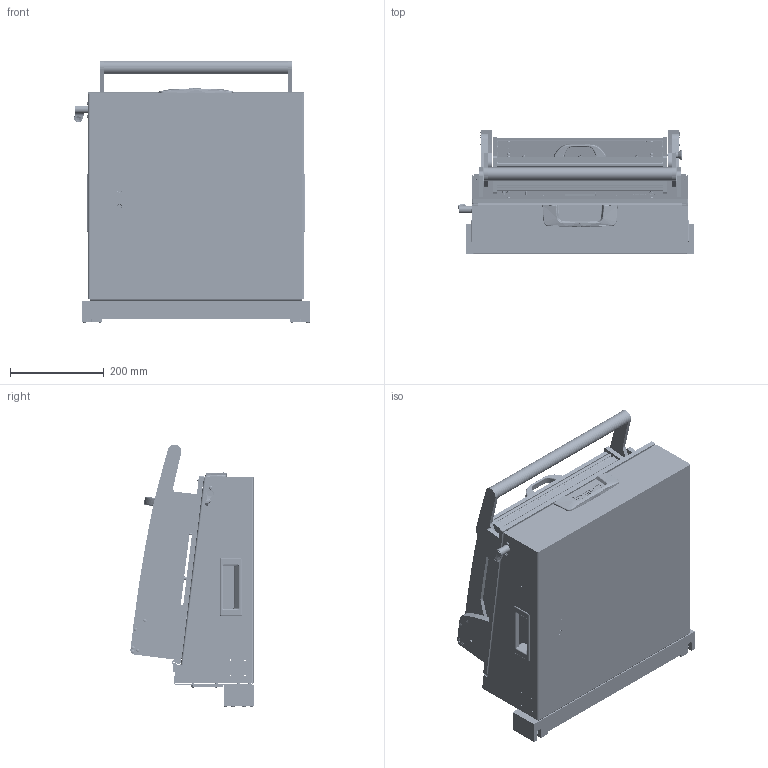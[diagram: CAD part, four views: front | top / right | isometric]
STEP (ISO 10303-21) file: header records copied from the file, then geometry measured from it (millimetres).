
FILE_DESCRIPTION (( 'STEP AP214' ), '1' );
FILE_NAME ('INGUN_53350.STEP', '2021-02-24T13:23:02', ( '' ), ( '' ), 'SwSTEP 2.0', 'SolidWorks 2018', '' );
FILE_SCHEMA (( 'AUTOMOTIVE_DESIGN' ));
Length unit declared in the file: millimetre
Products named in the file (127): 110231~1_S; ISO7380~n_M04,0x016; 35714~3_S; 3917~3_M 3 A; ISO7380~n_M04,0x020; DIN7991~n_M05,0x016; 109949~0_KUNDE<S>; 53731~0; 49317~0; 109146~2; ISO7380~n_M04,0x008; DIN6325~n_06,0m6x012; 45714~1_ohne Transportschrauben <S>; 53839~0_mit Lehre gebohrt<S>; 110324~0_Spring Pin 3 x 14 - St; 53031~0_S; KS-113-Master~-k-s_KS-113 23; 45545~0_S; 21332~0_MA 2112<Standard>; K_02037~0_Standard ohne Dyn Punkt<Standard>; DIN912~n_M03,0x012; 35663~9_S; DIN7991~n_M03,0x006; 109715~0_S; 110443~0_S; DIN6325~n_03,0m6x024; 32462~0_S; 48728~1_S; DIN988~n_06x12x0,1; ISO7380~n_M04,0x012; 45711~1; ISO7380~n_M03,0x006; 2281~0_180ø<Standard>; K_02037~0; 48726~2_S; 3699~0_zwei <Standard>; 45715~3_S; 110818~0_S; 46869~0_S; DIN6325~n_04,0m6x012 ...
Assembly tree (277 placements, depth 6):
  INGUN_53350
    48400~1_KUNDE<S>
      32505~6_S
        32172~8
        30758~0_S  x2
          30758_01~0_S
          30758_02~0_S
        20902~0
        21332~0_MA 2112<Standard>
          21332_02~0
          21332_01~0
        53032~0_S
        32171~0_S
        32462~0_S
        29805~4_geschlossen<S>
          110322~4_S
          110705~1_S
          30984~0_S
          110231~1_S
          110443~0_S
          30112~0
          ISO7380~n_M05,0x030
          ISO7380~n_M04,0x008  x2
          DIN914~n_M04,0x05
        35334~0_S
        ISO7380~n_M04,0x012  x3
        DIN7991~n_M05,0x016
        DIN7991~n_M05,0x012  x2
        DIN985-A2~n_M05,0  x3
        8804~0
        DIN125~n_05,3 M05,0 Fase  x2
      48522~5_KUNDE<S>
        48517~4_S
          35648~16
          48512~0_S
          35662~11_S
          35663~9_S
          48509~2_S
          2281~0_180ø<Standard>  x2
            2281~0
          37188~1_S  x2
          53031~0_S
          48727~1_S
            48726~2_S
            DIN6325~n_04,0m6x012
            48565~1_S
            DIN912~n_M04,0x020  x2
            DIN125~n_06,4 M06,0 Fase
            DIN125~n_04,3 M04,0  x2
            49317~0
          48728~1_S
            48726~2_S
            DIN6325~n_04,0m6x012
            48565~1_S
            DIN125~n_06,4 M06,0 Fase
            DIN125~n_04,3 M04,0  x2
            DIN912~n_M04,0x020  x2
            49317~0
          DIN7991~n_M05,0x016  x10
          DIN125~n_05,3 M05,0 Fase  x4
Bounding box: 501.2 x 262.15 x 558.87 mm (x, y, z)
Volume: 7891592.5 mm3; surface area: 3369763.6 mm2
Topology: 287 solids, 287 shells, 8164 faces, 20052 edges, 12810 vertices
Faces by surface type: cylinder 3307, plane 3297, cone 973, bspline 289, torus 192, sphere 106
Entity records: 194703 total; most frequent: CARTESIAN_POINT 46231, DIRECTION 27126, ORIENTED_EDGE 25042, EDGE_CURVE 12521, AXIS2_PLACEMENT_3D 10081, VERTEX_POINT 8113, VECTOR 6964, LINE 6964
